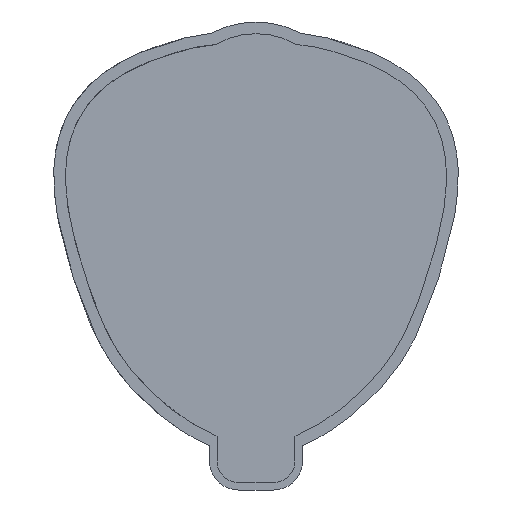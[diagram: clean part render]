
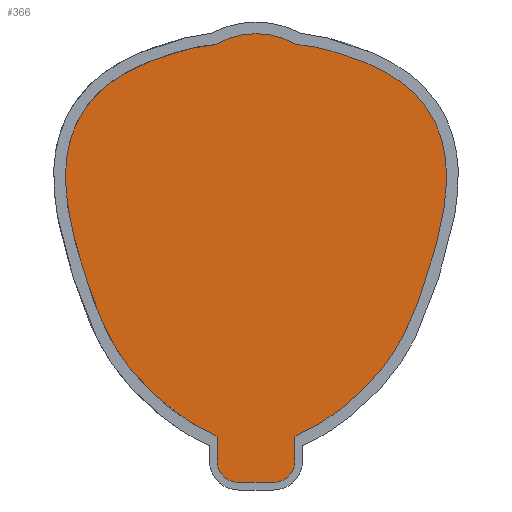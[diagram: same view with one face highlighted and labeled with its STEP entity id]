
A CAD part, front view. The second image highlights one B-rep face of the part: STEP entity #366.
In plain terms, the highlighted planar face has unit normal (0, -1, 0).
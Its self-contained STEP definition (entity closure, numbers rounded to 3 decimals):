
#26=FACE_OUTER_BOUND('',#47,.T.);
#47=EDGE_LOOP('',(#247,#248,#249,#250,#251,#252,#253,#254,#255,#256));
#69=B_SPLINE_CURVE_WITH_KNOTS('',3,(#528,#529,#530,#531,#532,#533,#534,
#535,#536,#537,#538,#539,#540,#541,#542,#543,#544,#545,#546,#547,#548,#549,
#550,#551,#552,#553,#554,#555,#556,#557,#558),.UNSPECIFIED.,.F.,.F.,(4,
3,3,3,3,3,3,3,3,3,4),(0.064,0.136,0.147,
0.257,0.404,0.505,0.629,0.71,
0.81,0.89,0.984),.UNSPECIFIED.);
#70=B_SPLINE_CURVE_WITH_KNOTS('',3,(#562,#563,#564,#565,#566,#567,#568,
#569,#570,#571,#572,#573,#574,#575,#576,#577,#578,#579,#580,#581,#582,#583,
#584,#585,#586,#587,#588,#589,#590,#591,#592),.UNSPECIFIED.,.F.,.F.,(4,
3,3,3,3,3,3,3,3,3,4),(-0.984,-0.89,-0.81,
-0.71,-0.629,-0.505,-0.404,
-0.257,-0.147,-0.136,-0.064),
 .UNSPECIFIED.);
#77=CIRCLE('',#390,1.848);
#78=CIRCLE('',#391,1.848);
#79=CIRCLE('',#392,7.);
#89=LINE('',#516,#123);
#90=LINE('',#520,#124);
#91=LINE('',#524,#125);
#92=LINE('',#526,#126);
#93=LINE('',#593,#127);
#123=VECTOR('',#422,10.);
#124=VECTOR('',#425,10.);
#125=VECTOR('',#428,10.);
#126=VECTOR('',#429,10.);
#127=VECTOR('',#432,10.);
#157=VERTEX_POINT('',#514);
#158=VERTEX_POINT('',#515);
#159=VERTEX_POINT('',#517);
#160=VERTEX_POINT('',#519);
#161=VERTEX_POINT('',#521);
#162=VERTEX_POINT('',#523);
#163=VERTEX_POINT('',#525);
#164=VERTEX_POINT('',#527);
#165=VERTEX_POINT('',#559);
#166=VERTEX_POINT('',#561);
#193=EDGE_CURVE('',#157,#158,#89,.T.);
#194=EDGE_CURVE('',#158,#159,#77,.T.);
#195=EDGE_CURVE('',#159,#160,#90,.T.);
#196=EDGE_CURVE('',#160,#161,#78,.T.);
#197=EDGE_CURVE('',#161,#162,#91,.T.);
#198=EDGE_CURVE('',#162,#163,#92,.T.);
#199=EDGE_CURVE('',#163,#164,#69,.T.);
#200=EDGE_CURVE('',#164,#165,#79,.T.);
#201=EDGE_CURVE('',#165,#166,#70,.T.);
#202=EDGE_CURVE('',#166,#157,#93,.T.);
#247=ORIENTED_EDGE('',*,*,#193,.T.);
#248=ORIENTED_EDGE('',*,*,#194,.T.);
#249=ORIENTED_EDGE('',*,*,#195,.T.);
#250=ORIENTED_EDGE('',*,*,#196,.T.);
#251=ORIENTED_EDGE('',*,*,#197,.T.);
#252=ORIENTED_EDGE('',*,*,#198,.T.);
#253=ORIENTED_EDGE('',*,*,#199,.T.);
#254=ORIENTED_EDGE('',*,*,#200,.T.);
#255=ORIENTED_EDGE('',*,*,#201,.T.);
#256=ORIENTED_EDGE('',*,*,#202,.T.);
#355=PLANE('',#389);
#366=ADVANCED_FACE('',(#26),#355,.F.);
#389=AXIS2_PLACEMENT_3D('',#513,#420,#421);
#390=AXIS2_PLACEMENT_3D('',#518,#423,#424);
#391=AXIS2_PLACEMENT_3D('',#522,#426,#427);
#392=AXIS2_PLACEMENT_3D('',#560,#430,#431);
#420=DIRECTION('center_axis',(0.,1.,0.));
#421=DIRECTION('ref_axis',(-1.,0.,0.));
#422=DIRECTION('',(0.,0.,-1.));
#423=DIRECTION('center_axis',(0.,-1.,0.));
#424=DIRECTION('ref_axis',(0.,0.,-1.));
#425=DIRECTION('',(1.,0.,0.));
#426=DIRECTION('center_axis',(0.,-1.,0.));
#427=DIRECTION('ref_axis',(0.,0.,-1.));
#428=DIRECTION('',(0.,0.,1.));
#429=DIRECTION('',(0.,0.,1.));
#430=DIRECTION('center_axis',(0.,-1.,0.));
#431=DIRECTION('ref_axis',(-0.5,0.,0.866));
#432=DIRECTION('',(0.,0.,-1.));
#513=CARTESIAN_POINT('Origin',(0.,9.5,5.397));
#514=CARTESIAN_POINT('',(-3.348,9.5,-11.132));
#515=CARTESIAN_POINT('',(-3.348,9.5,-12.194));
#516=CARTESIAN_POINT('',(-3.348,9.5,-12.194));
#517=CARTESIAN_POINT('',(-1.5,9.5,-14.042));
#518=CARTESIAN_POINT('Origin',(-1.5,9.5,-12.194));
#519=CARTESIAN_POINT('',(1.5,9.5,-14.042));
#520=CARTESIAN_POINT('',(0.,9.5,-14.042));
#521=CARTESIAN_POINT('',(3.348,9.5,-12.194));
#522=CARTESIAN_POINT('Origin',(1.5,9.5,-12.194));
#523=CARTESIAN_POINT('',(3.348,9.5,-11.132));
#524=CARTESIAN_POINT('',(3.348,9.5,-12.194));
#525=CARTESIAN_POINT('',(3.348,9.5,-10.063));
#526=CARTESIAN_POINT('',(3.348,9.5,-11.132));
#527=CARTESIAN_POINT('',(3.498,9.5,23.551));
#528=CARTESIAN_POINT('Ctrl Pts',(3.348,9.5,-10.063));
#529=CARTESIAN_POINT('Ctrl Pts',(4.578,9.5,-9.577));
#530=CARTESIAN_POINT('Ctrl Pts',(5.757,9.5,-8.872));
#531=CARTESIAN_POINT('Ctrl Pts',(6.847,9.5,-8.075));
#532=CARTESIAN_POINT('Ctrl Pts',(7.018,9.5,-7.95));
#533=CARTESIAN_POINT('Ctrl Pts',(7.186,9.5,-7.823));
#534=CARTESIAN_POINT('Ctrl Pts',(7.352,9.5,-7.694));
#535=CARTESIAN_POINT('Ctrl Pts',(8.964,9.5,-6.44));
#536=CARTESIAN_POINT('Ctrl Pts',(10.334,9.5,-5.004));
#537=CARTESIAN_POINT('Ctrl Pts',(11.379,9.5,-3.53));
#538=CARTESIAN_POINT('Ctrl Pts',(12.781,9.5,-1.553));
#539=CARTESIAN_POINT('Ctrl Pts',(13.596,9.5,0.464));
#540=CARTESIAN_POINT('Ctrl Pts',(14.381,9.5,2.776));
#541=CARTESIAN_POINT('Ctrl Pts',(14.92,9.5,4.36));
#542=CARTESIAN_POINT('Ctrl Pts',(15.487,9.5,6.181));
#543=CARTESIAN_POINT('Ctrl Pts',(15.9,9.5,8.157));
#544=CARTESIAN_POINT('Ctrl Pts',(16.407,9.5,10.586));
#545=CARTESIAN_POINT('Ctrl Pts',(16.648,9.5,13.272));
#546=CARTESIAN_POINT('Ctrl Pts',(15.849,9.5,15.722));
#547=CARTESIAN_POINT('Ctrl Pts',(15.322,9.5,17.337));
#548=CARTESIAN_POINT('Ctrl Pts',(14.345,9.5,18.726));
#549=CARTESIAN_POINT('Ctrl Pts',(13.141,9.5,19.772));
#550=CARTESIAN_POINT('Ctrl Pts',(11.672,9.5,21.047));
#551=CARTESIAN_POINT('Ctrl Pts',(9.988,9.5,21.796));
#552=CARTESIAN_POINT('Ctrl Pts',(8.658,9.5,22.289));
#553=CARTESIAN_POINT('Ctrl Pts',(7.604,9.5,22.68));
#554=CARTESIAN_POINT('Ctrl Pts',(6.76,9.5,22.922));
#555=CARTESIAN_POINT('Ctrl Pts',(6.086,9.5,23.102));
#556=CARTESIAN_POINT('Ctrl Pts',(5.273,9.5,23.32));
#557=CARTESIAN_POINT('Ctrl Pts',(4.512,9.5,23.473));
#558=CARTESIAN_POINT('Ctrl Pts',(3.498,9.5,23.551));
#559=CARTESIAN_POINT('',(-3.498,9.5,23.551));
#560=CARTESIAN_POINT('Origin',(0.,9.5,17.488));
#561=CARTESIAN_POINT('',(-3.348,9.5,-10.063));
#562=CARTESIAN_POINT('Ctrl Pts',(-3.498,9.5,23.551));
#563=CARTESIAN_POINT('Ctrl Pts',(-4.512,9.5,23.473));
#564=CARTESIAN_POINT('Ctrl Pts',(-5.273,9.5,23.32));
#565=CARTESIAN_POINT('Ctrl Pts',(-6.086,9.5,23.102));
#566=CARTESIAN_POINT('Ctrl Pts',(-6.76,9.5,22.922));
#567=CARTESIAN_POINT('Ctrl Pts',(-7.604,9.5,22.68));
#568=CARTESIAN_POINT('Ctrl Pts',(-8.658,9.5,22.289));
#569=CARTESIAN_POINT('Ctrl Pts',(-9.988,9.5,21.796));
#570=CARTESIAN_POINT('Ctrl Pts',(-11.672,9.5,21.047));
#571=CARTESIAN_POINT('Ctrl Pts',(-13.141,9.5,19.772));
#572=CARTESIAN_POINT('Ctrl Pts',(-14.345,9.5,18.726));
#573=CARTESIAN_POINT('Ctrl Pts',(-15.322,9.5,17.337));
#574=CARTESIAN_POINT('Ctrl Pts',(-15.849,9.5,15.722));
#575=CARTESIAN_POINT('Ctrl Pts',(-16.648,9.5,13.272));
#576=CARTESIAN_POINT('Ctrl Pts',(-16.407,9.5,10.586));
#577=CARTESIAN_POINT('Ctrl Pts',(-15.9,9.5,8.157));
#578=CARTESIAN_POINT('Ctrl Pts',(-15.487,9.5,6.181));
#579=CARTESIAN_POINT('Ctrl Pts',(-14.92,9.5,4.36));
#580=CARTESIAN_POINT('Ctrl Pts',(-14.381,9.5,2.776));
#581=CARTESIAN_POINT('Ctrl Pts',(-13.596,9.5,0.464));
#582=CARTESIAN_POINT('Ctrl Pts',(-12.781,9.5,-1.553));
#583=CARTESIAN_POINT('Ctrl Pts',(-11.379,9.5,-3.53));
#584=CARTESIAN_POINT('Ctrl Pts',(-10.334,9.5,-5.004));
#585=CARTESIAN_POINT('Ctrl Pts',(-8.964,9.5,-6.44));
#586=CARTESIAN_POINT('Ctrl Pts',(-7.352,9.5,-7.694));
#587=CARTESIAN_POINT('Ctrl Pts',(-7.186,9.5,-7.823));
#588=CARTESIAN_POINT('Ctrl Pts',(-7.018,9.5,-7.95));
#589=CARTESIAN_POINT('Ctrl Pts',(-6.847,9.5,-8.075));
#590=CARTESIAN_POINT('Ctrl Pts',(-5.757,9.5,-8.872));
#591=CARTESIAN_POINT('Ctrl Pts',(-4.578,9.5,-9.577));
#592=CARTESIAN_POINT('Ctrl Pts',(-3.348,9.5,-10.063));
#593=CARTESIAN_POINT('',(-3.348,9.5,-11.132));
